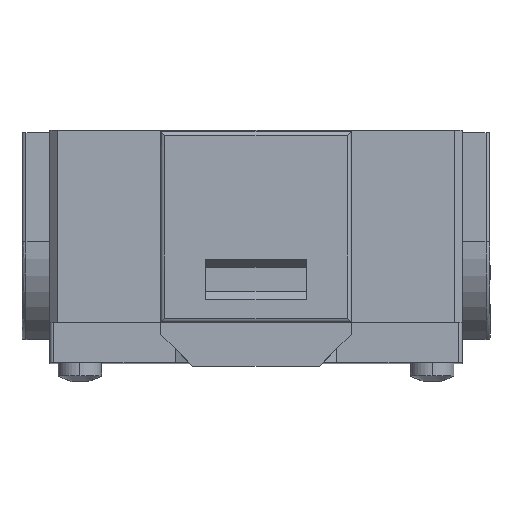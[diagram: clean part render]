
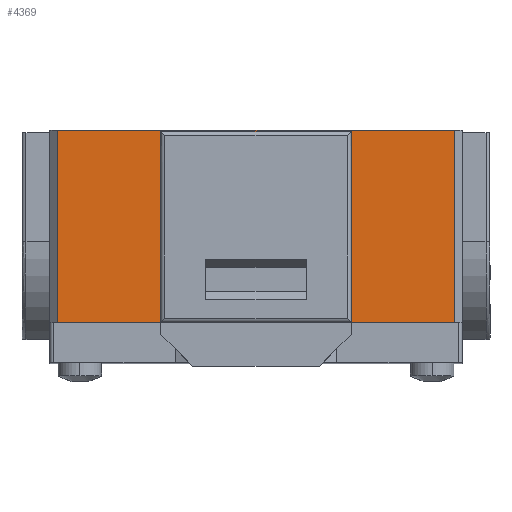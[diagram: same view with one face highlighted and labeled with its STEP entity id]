
A CAD part, top view. The second image highlights one B-rep face of the part: STEP entity #4369.
In plain terms, the highlighted planar face has unit normal (0, 0, 1).
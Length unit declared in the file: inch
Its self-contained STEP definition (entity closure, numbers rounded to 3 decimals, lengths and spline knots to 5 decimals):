
#19 = EDGE_CURVE ( 'NONE', #3335, #2366, #3291, .T. ) ;
#130 = LINE ( 'NONE', #5654, #1874 ) ;
#131 = ORIENTED_EDGE ( 'NONE', *, *, #3363, .T. ) ;
#139 = CARTESIAN_POINT ( 'NONE',  ( 0.98425, 0., 0.25591 ) ) ;
#147 = CARTESIAN_POINT ( 'NONE',  ( 0.47244, -0.00984, 0.25591 ) ) ;
#188 = VECTOR ( 'NONE', #372, 39.37008 ) ;
#372 = DIRECTION ( 'NONE',  ( 0., 1., 0. ) ) ;
#466 = DIRECTION ( 'NONE',  ( 1., 0., 0. ) ) ;
#486 = PLANE ( 'NONE',  #3353 ) ;
#590 = VERTEX_POINT ( 'NONE', #2632 ) ;
#665 = CARTESIAN_POINT ( 'NONE',  ( -1.02362, -0.00984, 0.25591 ) ) ;
#700 = EDGE_CURVE ( 'NONE', #2136, #851, #4787, .T. ) ;
#720 = LINE ( 'NONE', #1800, #188 ) ;
#809 = ORIENTED_EDGE ( 'NONE', *, *, #6040, .F. ) ;
#851 = VERTEX_POINT ( 'NONE', #900 ) ;
#881 = VECTOR ( 'NONE', #3967, 39.37008 ) ;
#900 = CARTESIAN_POINT ( 'NONE',  ( 0.98425, 0., 0.25591 ) ) ;
#1102 = CARTESIAN_POINT ( 'NONE',  ( -0.47244, -0.00984, 0.25591 ) ) ;
#1235 = VECTOR ( 'NONE', #5320, 39.37008 ) ;
#1310 = LINE ( 'NONE', #139, #5030 ) ;
#1428 = VERTEX_POINT ( 'NONE', #3150 ) ;
#1435 = VECTOR ( 'NONE', #2656, 39.37008 ) ;
#1510 = DIRECTION ( 'NONE',  ( -1., 0., 0. ) ) ;
#1766 = EDGE_CURVE ( 'NONE', #851, #590, #1310, .T. ) ;
#1767 = EDGE_CURVE ( 'NONE', #2317, #1428, #1995, .T. ) ;
#1800 = CARTESIAN_POINT ( 'NONE',  ( -0.47244, 0., 0.25591 ) ) ;
#1874 = VECTOR ( 'NONE', #5270, 39.37008 ) ;
#1995 = LINE ( 'NONE', #2564, #1235 ) ;
#2136 = VERTEX_POINT ( 'NONE', #3879 ) ;
#2229 = LINE ( 'NONE', #4371, #4509 ) ;
#2317 = VERTEX_POINT ( 'NONE', #147 ) ;
#2366 = VERTEX_POINT ( 'NONE', #4514 ) ;
#2564 = CARTESIAN_POINT ( 'NONE',  ( 0.47244, 0., 0.25591 ) ) ;
#2632 = CARTESIAN_POINT ( 'NONE',  ( 0.98425, -0.95472, 0.25591 ) ) ;
#2656 = DIRECTION ( 'NONE',  ( -1., 0., 0. ) ) ;
#2853 = CARTESIAN_POINT ( 'NONE',  ( -1.02362, 0., 0.25591 ) ) ;
#3106 = EDGE_CURVE ( 'NONE', #2366, #2136, #130, .T. ) ;
#3124 = CARTESIAN_POINT ( 'NONE',  ( 0.47244, -0.95472, 0.25591 ) ) ;
#3137 = DIRECTION ( 'NONE',  ( 1., 0., 0. ) ) ;
#3150 = CARTESIAN_POINT ( 'NONE',  ( 0.47244, -0.95472, 0.25591 ) ) ;
#3250 = FACE_OUTER_BOUND ( 'NONE', #3263, .T. ) ;
#3263 = EDGE_LOOP ( 'NONE', ( #5413, #6122, #3416, #3792, #131, #5563, #809, #4556 ) ) ;
#3291 = LINE ( 'NONE', #3124, #1435 ) ;
#3335 = VERTEX_POINT ( 'NONE', #3953 ) ;
#3353 = AXIS2_PLACEMENT_3D ( 'NONE', #2853, #4745, #466 ) ;
#3363 = EDGE_CURVE ( 'NONE', #6054, #2317, #3999, .T. ) ;
#3416 = ORIENTED_EDGE ( 'NONE', *, *, #19, .F. ) ;
#3612 = CARTESIAN_POINT ( 'NONE',  ( 0., 0., 0.25591 ) ) ;
#3792 = ORIENTED_EDGE ( 'NONE', *, *, #4476, .T. ) ;
#3879 = CARTESIAN_POINT ( 'NONE',  ( -0.98425, 0., 0.25591 ) ) ;
#3922 = DIRECTION ( 'NONE',  ( 0., -1., 0. ) ) ;
#3953 = CARTESIAN_POINT ( 'NONE',  ( -0.47244, -0.95472, 0.25591 ) ) ;
#3967 = DIRECTION ( 'NONE',  ( 1., 0., 0. ) ) ;
#3999 = LINE ( 'NONE', #665, #881 ) ;
#4197 = VECTOR ( 'NONE', #3137, 39.37008 ) ;
#4369 = ADVANCED_FACE ( 'NONE', ( #3250 ), #486, .T. ) ;
#4371 = CARTESIAN_POINT ( 'NONE',  ( 0.47244, -0.95472, 0.25591 ) ) ;
#4476 = EDGE_CURVE ( 'NONE', #3335, #6054, #720, .T. ) ;
#4509 = VECTOR ( 'NONE', #1510, 39.37008 ) ;
#4514 = CARTESIAN_POINT ( 'NONE',  ( -0.98425, -0.95472, 0.25591 ) ) ;
#4556 = ORIENTED_EDGE ( 'NONE', *, *, #1766, .F. ) ;
#4745 = DIRECTION ( 'NONE',  ( 0., 0., 1. ) ) ;
#4787 = LINE ( 'NONE', #3612, #4197 ) ;
#5030 = VECTOR ( 'NONE', #3922, 39.37008 ) ;
#5270 = DIRECTION ( 'NONE',  ( 0., 1., 0. ) ) ;
#5320 = DIRECTION ( 'NONE',  ( 0., -1., 0. ) ) ;
#5413 = ORIENTED_EDGE ( 'NONE', *, *, #700, .F. ) ;
#5563 = ORIENTED_EDGE ( 'NONE', *, *, #1767, .T. ) ;
#5654 = CARTESIAN_POINT ( 'NONE',  ( -0.98425, 0., 0.25591 ) ) ;
#6040 = EDGE_CURVE ( 'NONE', #590, #1428, #2229, .T. ) ;
#6054 = VERTEX_POINT ( 'NONE', #1102 ) ;
#6122 = ORIENTED_EDGE ( 'NONE', *, *, #3106, .F. ) ;
